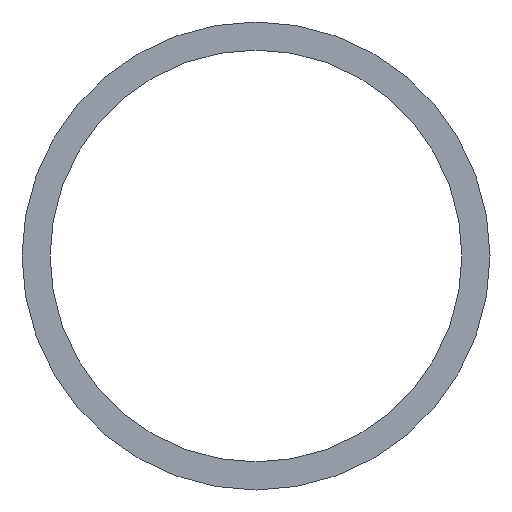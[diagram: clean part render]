
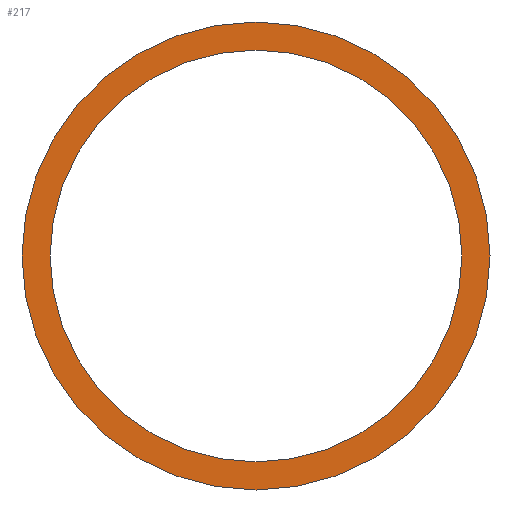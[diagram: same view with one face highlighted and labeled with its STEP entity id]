
A CAD part, front view. The second image highlights one B-rep face of the part: STEP entity #217.
In plain terms, the highlighted planar face has unit normal (0, -1, 0).
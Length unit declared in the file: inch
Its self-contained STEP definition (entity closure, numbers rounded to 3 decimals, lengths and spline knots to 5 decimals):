
#14 = DIRECTION ( 'NONE',  ( 0., 0., 1. ) ) ;
#18 = ORIENTED_EDGE ( 'NONE', *, *, #233, .F. ) ;
#21 = CARTESIAN_POINT ( 'NONE',  ( 0., 0., -0.43985 ) ) ;
#25 = DIRECTION ( 'NONE',  ( 0., 1., 0. ) ) ;
#31 = VERTEX_POINT ( 'NONE', #194 ) ;
#39 = DIRECTION ( 'NONE',  ( 0., 1., 0. ) ) ;
#40 = VERTEX_POINT ( 'NONE', #67 ) ;
#41 = FACE_BOUND ( 'NONE', #74, .T. ) ;
#48 = VERTEX_POINT ( 'NONE', #83 ) ;
#61 = EDGE_CURVE ( 'NONE', #31, #132, #236, .T. ) ;
#67 = CARTESIAN_POINT ( 'NONE',  ( 0., 0., 0.49985 ) ) ;
#74 = EDGE_LOOP ( 'NONE', ( #181, #121 ) ) ;
#75 = FACE_OUTER_BOUND ( 'NONE', #164, .T. ) ;
#83 = CARTESIAN_POINT ( 'NONE',  ( 0., 0., -0.49985 ) ) ;
#88 = CARTESIAN_POINT ( 'NONE',  ( 0., 0., 0. ) ) ;
#90 = AXIS2_PLACEMENT_3D ( 'NONE', #137, #238, #175 ) ;
#106 = PLANE ( 'NONE',  #139 ) ;
#121 = ORIENTED_EDGE ( 'NONE', *, *, #61, .T. ) ;
#123 = CIRCLE ( 'NONE', #90, 0.49985 ) ;
#127 = AXIS2_PLACEMENT_3D ( 'NONE', #191, #160, #14 ) ;
#131 = AXIS2_PLACEMENT_3D ( 'NONE', #226, #39, #227 ) ;
#132 = VERTEX_POINT ( 'NONE', #21 ) ;
#137 = CARTESIAN_POINT ( 'NONE',  ( 0., 0., 0. ) ) ;
#139 = AXIS2_PLACEMENT_3D ( 'NONE', #187, #206, #204 ) ;
#160 = DIRECTION ( 'NONE',  ( 0., 1., 0. ) ) ;
#164 = EDGE_LOOP ( 'NONE', ( #168, #18 ) ) ;
#165 = CIRCLE ( 'NONE', #131, 0.43985 ) ;
#168 = ORIENTED_EDGE ( 'NONE', *, *, #241, .F. ) ;
#175 = DIRECTION ( 'NONE',  ( 0., 0., 1. ) ) ;
#181 = ORIENTED_EDGE ( 'NONE', *, *, #230, .T. ) ;
#187 = CARTESIAN_POINT ( 'NONE',  ( 0., 0., 0. ) ) ;
#191 = CARTESIAN_POINT ( 'NONE',  ( 0., 0., 0. ) ) ;
#194 = CARTESIAN_POINT ( 'NONE',  ( 0., 0., 0.43985 ) ) ;
#204 = DIRECTION ( 'NONE',  ( 0., 0., 1. ) ) ;
#205 = AXIS2_PLACEMENT_3D ( 'NONE', #88, #25, #250 ) ;
#206 = DIRECTION ( 'NONE',  ( 0., 1., 0. ) ) ;
#217 = ADVANCED_FACE ( 'NONE', ( #75, #41 ), #106, .F. ) ;
#226 = CARTESIAN_POINT ( 'NONE',  ( 0., 0., 0. ) ) ;
#227 = DIRECTION ( 'NONE',  ( 0., 0., 1. ) ) ;
#230 = EDGE_CURVE ( 'NONE', #132, #31, #165, .T. ) ;
#233 = EDGE_CURVE ( 'NONE', #40, #48, #244, .T. ) ;
#236 = CIRCLE ( 'NONE', #205, 0.43985 ) ;
#238 = DIRECTION ( 'NONE',  ( 0., 1., 0. ) ) ;
#241 = EDGE_CURVE ( 'NONE', #48, #40, #123, .T. ) ;
#244 = CIRCLE ( 'NONE', #127, 0.49985 ) ;
#250 = DIRECTION ( 'NONE',  ( 0., 0., 1. ) ) ;
